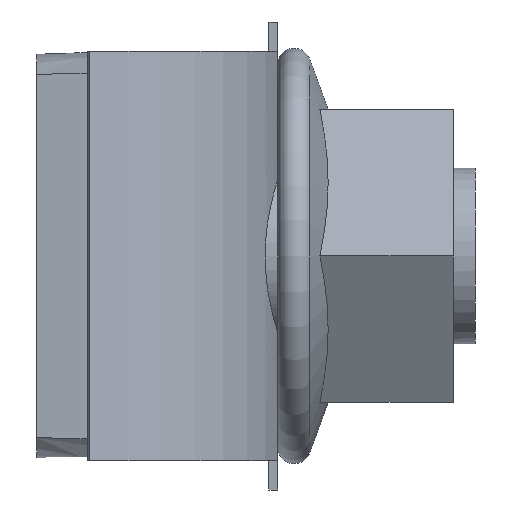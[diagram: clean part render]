
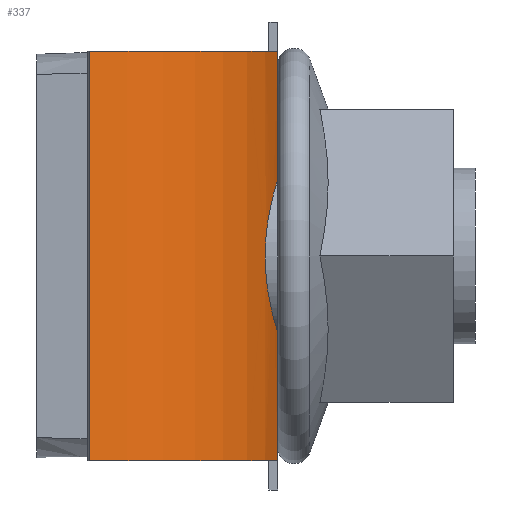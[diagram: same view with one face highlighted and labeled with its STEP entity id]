
A CAD part, left-side view. The second image highlights one B-rep face of the part: STEP entity #337.
In plain terms, the highlighted cylindrical face has radius 8.3 mm (diameter 16.6 mm), a partial arc.
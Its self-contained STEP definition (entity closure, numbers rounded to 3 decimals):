
#63 = CARTESIAN_POINT ( 'NONE',  ( -3.104, -6.436, -0.997 ) ) ;
#75 = CARTESIAN_POINT ( 'NONE',  ( -3.25, -6.375, 0.246 ) ) ;
#87 = EDGE_CURVE ( 'NONE', #1891, #1866, #1289, .T. ) ;
#104 = CYLINDRICAL_SURFACE ( 'NONE', #1747, 8.3 ) ;
#109 = ORIENTED_EDGE ( 'NONE', *, *, #177, .T. ) ;
#146 = CARTESIAN_POINT ( 'NONE',  ( -1.971, -6.8, -2.584 ) ) ;
#177 = EDGE_CURVE ( 'NONE', #1891, #398, #1265, .T. ) ;
#210 = CARTESIAN_POINT ( 'NONE',  ( -1.971, -6.8, 7. ) ) ;
#212 = ORIENTED_EDGE ( 'NONE', *, *, #1620, .T. ) ;
#264 = VECTOR ( 'NONE', #1504, 1000. ) ;
#272 = DIRECTION ( 'NONE',  ( -1., 0., 0. ) ) ;
#291 = CIRCLE ( 'NONE', #1204, 8.3 ) ;
#305 = CARTESIAN_POINT ( 'NONE',  ( -1.971, -6.8, 7. ) ) ;
#323 = VERTEX_POINT ( 'NONE', #1261 ) ;
#337 = ADVANCED_FACE ( 'NONE', ( #1308 ), #104, .T. ) ;
#383 = VERTEX_POINT ( 'NONE', #450 ) ;
#396 = EDGE_LOOP ( 'NONE', ( #703, #109, #704, #1549, #212, #1865 ) ) ;
#398 = VERTEX_POINT ( 'NONE', #531 ) ;
#419 = CARTESIAN_POINT ( 'NONE',  ( -2.347, -6.701, -2.262 ) ) ;
#450 = CARTESIAN_POINT ( 'NONE',  ( -8.14, -0.359, 7. ) ) ;
#504 = DIRECTION ( 'NONE',  ( 0., 0., -1. ) ) ;
#531 = CARTESIAN_POINT ( 'NONE',  ( -1.971, -6.8, 2.584 ) ) ;
#546 = CARTESIAN_POINT ( 'NONE',  ( 0., 1.262, 7. ) ) ;
#614 = CARTESIAN_POINT ( 'NONE',  ( -3.021, -6.469, 1.225 ) ) ;
#638 = DIRECTION ( 'NONE',  ( -1., 0., 0. ) ) ;
#650 = CARTESIAN_POINT ( 'NONE',  ( -1.971, -6.8, -2.584 ) ) ;
#667 = CARTESIAN_POINT ( 'NONE',  ( -2.798, -6.553, -1.672 ) ) ;
#681 = CARTESIAN_POINT ( 'NONE',  ( -3.018, -6.47, -1.23 ) ) ;
#703 = ORIENTED_EDGE ( 'NONE', *, *, #87, .F. ) ;
#704 = ORIENTED_EDGE ( 'NONE', *, *, #1318, .F. ) ;
#745 = VERTEX_POINT ( 'NONE', #305 ) ;
#774 = CARTESIAN_POINT ( 'NONE',  ( -1.971, -6.8, 7. ) ) ;
#797 = CARTESIAN_POINT ( 'NONE',  ( -3.221, -6.387, 0.501 ) ) ;
#828 = CIRCLE ( 'NONE', #1160, 8.3 ) ;
#961 = CARTESIAN_POINT ( 'NONE',  ( -2.17, -6.752, 2.432 ) ) ;
#962 = CARTESIAN_POINT ( 'NONE',  ( -2.66, -6.601, -1.883 ) ) ;
#973 = CARTESIAN_POINT ( 'NONE',  ( -2.349, -6.7, 2.259 ) ) ;
#979 = CARTESIAN_POINT ( 'NONE',  ( -2.17, -6.752, -2.432 ) ) ;
#996 = EDGE_CURVE ( 'NONE', #323, #1866, #291, .T. ) ;
#1019 = VECTOR ( 'NONE', #504, 1000. ) ;
#1026 = CARTESIAN_POINT ( 'NONE',  ( -3.25, -6.375, -0.256 ) ) ;
#1030 = CARTESIAN_POINT ( 'NONE',  ( -1.971, -6.8, 2.584 ) ) ;
#1085 = LINE ( 'NONE', #774, #264 ) ;
#1087 = CARTESIAN_POINT ( 'NONE',  ( -2.799, -6.552, 1.67 ) ) ;
#1100 = CARTESIAN_POINT ( 'NONE',  ( -2.665, -6.6, 1.877 ) ) ;
#1129 = CARTESIAN_POINT ( 'NONE',  ( -8.14, -0.359, 30.267 ) ) ;
#1160 = AXIS2_PLACEMENT_3D ( 'NONE', #1783, #1466, #272 ) ;
#1204 = AXIS2_PLACEMENT_3D ( 'NONE', #1839, #1412, #1304 ) ;
#1261 = CARTESIAN_POINT ( 'NONE',  ( -8.14, -0.359, -7. ) ) ;
#1265 = B_SPLINE_CURVE_WITH_KNOTS ( 'NONE', 3,
 ( #146, #979, #419, #962, #667, #681, #63, #1642, #1026, #75, #797, #1922, #614, #1087, #1100, #973, #961, #1030 ),
 .UNSPECIFIED., .F., .F.,
 ( 4, 2, 2, 2, 2, 2, 2, 2, 4 ),
 ( 0., 0.001, 0.002, 0.002, 0.003, 0.004, 0.005, 0.005, 0.006 ),
 .UNSPECIFIED. ) ;
#1289 = LINE ( 'NONE', #210, #1675 ) ;
#1304 = DIRECTION ( 'NONE',  ( -1., 0., 0. ) ) ;
#1308 = FACE_OUTER_BOUND ( 'NONE', #396, .T. ) ;
#1315 = DIRECTION ( 'NONE',  ( 0., 0., -1. ) ) ;
#1318 = EDGE_CURVE ( 'NONE', #745, #398, #1085, .T. ) ;
#1411 = LINE ( 'NONE', #1129, #1019 ) ;
#1412 = DIRECTION ( 'NONE',  ( 0., 0., 1. ) ) ;
#1466 = DIRECTION ( 'NONE',  ( 0., 0., 1. ) ) ;
#1504 = DIRECTION ( 'NONE',  ( 0., 0., -1. ) ) ;
#1549 = ORIENTED_EDGE ( 'NONE', *, *, #1716, .F. ) ;
#1615 = CARTESIAN_POINT ( 'NONE',  ( -1.971, -6.8, -7. ) ) ;
#1620 = EDGE_CURVE ( 'NONE', #383, #323, #1411, .T. ) ;
#1642 = CARTESIAN_POINT ( 'NONE',  ( -3.221, -6.387, -0.504 ) ) ;
#1675 = VECTOR ( 'NONE', #1315, 1000. ) ;
#1716 = EDGE_CURVE ( 'NONE', #383, #745, #828, .T. ) ;
#1747 = AXIS2_PLACEMENT_3D ( 'NONE', #546, #1842, #638 ) ;
#1783 = CARTESIAN_POINT ( 'NONE',  ( 0., 1.262, 7. ) ) ;
#1839 = CARTESIAN_POINT ( 'NONE',  ( 0., 1.262, -7. ) ) ;
#1842 = DIRECTION ( 'NONE',  ( 0., 0., -1. ) ) ;
#1865 = ORIENTED_EDGE ( 'NONE', *, *, #996, .T. ) ;
#1866 = VERTEX_POINT ( 'NONE', #1615 ) ;
#1891 = VERTEX_POINT ( 'NONE', #650 ) ;
#1922 = CARTESIAN_POINT ( 'NONE',  ( -3.107, -6.435, 0.987 ) ) ;
